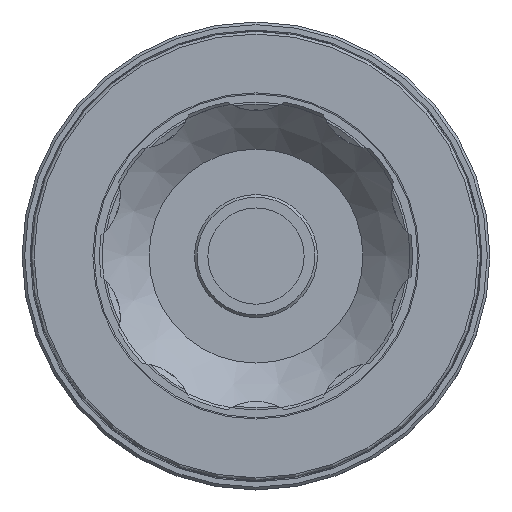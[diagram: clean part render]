
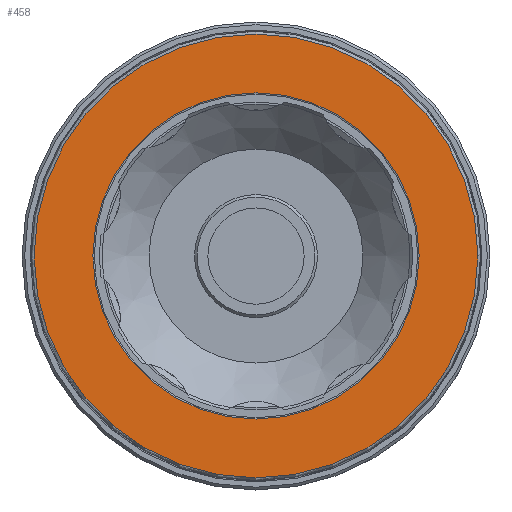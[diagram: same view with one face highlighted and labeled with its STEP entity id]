
A CAD part, top view. The second image highlights one B-rep face of the part: STEP entity #458.
In plain terms, the highlighted planar face has unit normal (0, 0, 1).
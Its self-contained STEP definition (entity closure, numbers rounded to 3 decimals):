
#458 = ADVANCED_FACE( '', ( #1300, #1301 ), #1302, .F. );
#1300 = FACE_OUTER_BOUND( '', #2550, .T. );
#1301 = FACE_BOUND( '', #2551, .T. );
#1302 = PLANE( '', #2552 );
#2550 = EDGE_LOOP( '', ( #4278 ) );
#2551 = EDGE_LOOP( '', ( #4279 ) );
#2552 = AXIS2_PLACEMENT_3D( '', #4280, #4281, #4282 );
#4278 = ORIENTED_EDGE( '', *, *, #8311, .T. );
#4279 = ORIENTED_EDGE( '', *, *, #8172, .T. );
#4280 = CARTESIAN_POINT( '', ( 0., 84., 53.326 ) );
#4281 = DIRECTION( '', ( 0., 0., -1. ) );
#4282 = DIRECTION( '', ( -1., 0., 0. ) );
#8172 = EDGE_CURVE( '', #9844, #9844, #9845, .T. );
#8311 = EDGE_CURVE( '', #10107, #10107, #10108, .F. );
#9844 = VERTEX_POINT( '', #12375 );
#9845 = CIRCLE( '', #12376, 61. );
#10107 = VERTEX_POINT( '', #12757 );
#10108 = CIRCLE( '', #12758, 83. );
#12375 = CARTESIAN_POINT( '', ( -61., 0., 53.326 ) );
#12376 = AXIS2_PLACEMENT_3D( '', #18098, #18099, #18100 );
#12757 = CARTESIAN_POINT( '', ( -83., 0., 53.326 ) );
#12758 = AXIS2_PLACEMENT_3D( '', #18330, #18331, #18332 );
#18098 = CARTESIAN_POINT( '', ( 0., 0., 53.326 ) );
#18099 = DIRECTION( '', ( 0., 0., -1. ) );
#18100 = DIRECTION( '', ( -1., 0., 0. ) );
#18330 = CARTESIAN_POINT( '', ( 0., 0., 53.326 ) );
#18331 = DIRECTION( '', ( 0., 0., -1. ) );
#18332 = DIRECTION( '', ( -1., 0., 0. ) );
